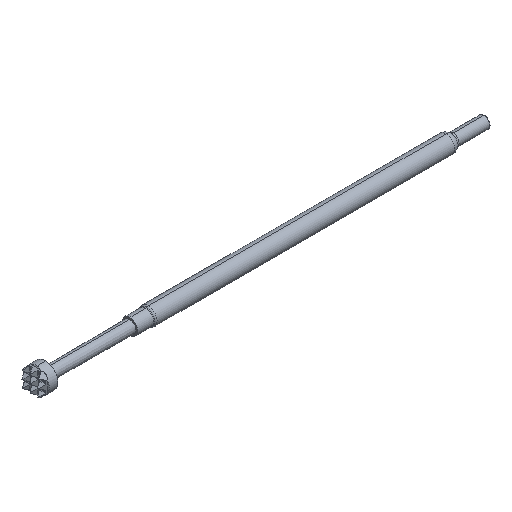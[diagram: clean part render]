
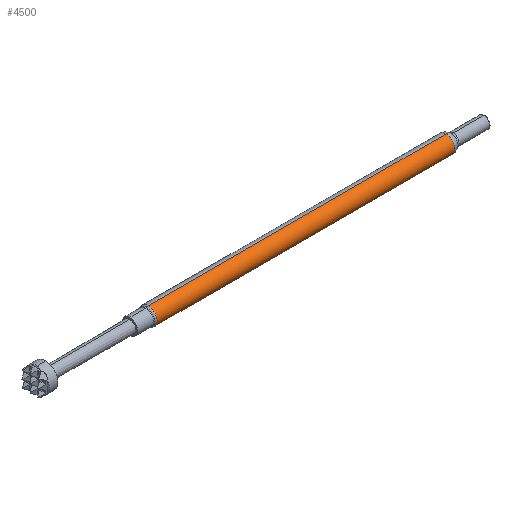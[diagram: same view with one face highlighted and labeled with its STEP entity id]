
A CAD part, isometric view. The second image highlights one B-rep face of the part: STEP entity #4500.
In plain terms, the highlighted cylindrical face has radius 0.683 mm (diameter 1.367 mm), a partial arc.
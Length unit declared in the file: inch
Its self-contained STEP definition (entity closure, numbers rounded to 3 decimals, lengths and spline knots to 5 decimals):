
#149 = CARTESIAN_POINT ( 'NONE',  ( 0., 0., 0.0269 ) ) ;
#187 = CARTESIAN_POINT ( 'NONE',  ( 0.98, 0., 0.0269 ) ) ;
#456 = EDGE_CURVE ( 'NONE', #1007, #4875, #5164, .T. ) ;
#546 = CARTESIAN_POINT ( 'NONE',  ( 0.98, 0., 0. ) ) ;
#706 = AXIS2_PLACEMENT_3D ( 'NONE', #546, #3465, #5349 ) ;
#1007 = VERTEX_POINT ( 'NONE', #1115 ) ;
#1012 = LINE ( 'NONE', #1057, #3087 ) ;
#1042 = DIRECTION ( 'NONE',  ( -1., 0., 0. ) ) ;
#1057 = CARTESIAN_POINT ( 'NONE',  ( 0., 0., -0.0269 ) ) ;
#1115 = CARTESIAN_POINT ( 'NONE',  ( 0.98, 0., -0.0269 ) ) ;
#1452 = EDGE_CURVE ( 'NONE', #1007, #3877, #1012, .T. ) ;
#2170 = AXIS2_PLACEMENT_3D ( 'NONE', #4313, #3824, #4749 ) ;
#2316 = CARTESIAN_POINT ( 'NONE',  ( 0., 0., 0. ) ) ;
#2424 = EDGE_LOOP ( 'NONE', ( #2980, #3948, #4627, #4425 ) ) ;
#2443 = CARTESIAN_POINT ( 'NONE',  ( 0.05707, 0., -0.0269 ) ) ;
#2906 = CYLINDRICAL_SURFACE ( 'NONE', #3304, 0.0269 ) ;
#2980 = ORIENTED_EDGE ( 'NONE', *, *, #1452, .F. ) ;
#3005 = DIRECTION ( 'NONE',  ( -1., 0., 0. ) ) ;
#3057 = CARTESIAN_POINT ( 'NONE',  ( 0.05707, 0., 0.0269 ) ) ;
#3087 = VECTOR ( 'NONE', #3005, 39.37008 ) ;
#3219 = DIRECTION ( 'NONE',  ( 0., 0., 1. ) ) ;
#3276 = CIRCLE ( 'NONE', #2170, 0.0269 ) ;
#3304 = AXIS2_PLACEMENT_3D ( 'NONE', #2316, #4718, #3219 ) ;
#3465 = DIRECTION ( 'NONE',  ( -1., 0., 0. ) ) ;
#3566 = EDGE_CURVE ( 'NONE', #4875, #4807, #5578, .T. ) ;
#3818 = FACE_OUTER_BOUND ( 'NONE', #2424, .T. ) ;
#3824 = DIRECTION ( 'NONE',  ( 1., 0., 0. ) ) ;
#3877 = VERTEX_POINT ( 'NONE', #2443 ) ;
#3948 = ORIENTED_EDGE ( 'NONE', *, *, #456, .T. ) ;
#4313 = CARTESIAN_POINT ( 'NONE',  ( 0.05707, 0., 0. ) ) ;
#4425 = ORIENTED_EDGE ( 'NONE', *, *, #6150, .T. ) ;
#4500 = ADVANCED_FACE ( 'NONE', ( #3818 ), #2906, .T. ) ;
#4627 = ORIENTED_EDGE ( 'NONE', *, *, #3566, .T. ) ;
#4718 = DIRECTION ( 'NONE',  ( -1., 0., 0. ) ) ;
#4749 = DIRECTION ( 'NONE',  ( 0., 0., -1. ) ) ;
#4779 = VECTOR ( 'NONE', #1042, 39.37008 ) ;
#4807 = VERTEX_POINT ( 'NONE', #3057 ) ;
#4875 = VERTEX_POINT ( 'NONE', #187 ) ;
#5164 = CIRCLE ( 'NONE', #706, 0.0269 ) ;
#5349 = DIRECTION ( 'NONE',  ( 0., 0., 1. ) ) ;
#5578 = LINE ( 'NONE', #149, #4779 ) ;
#6150 = EDGE_CURVE ( 'NONE', #4807, #3877, #3276, .T. ) ;
